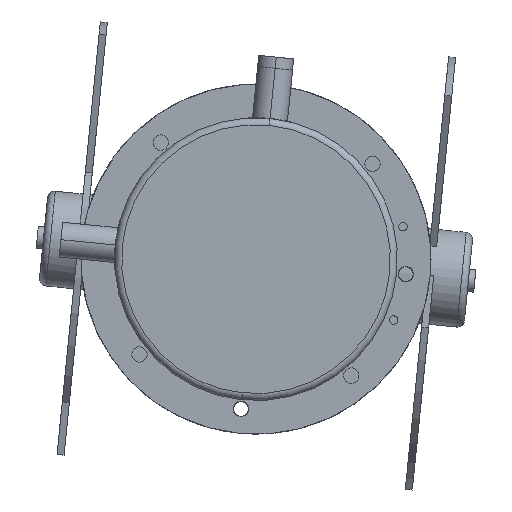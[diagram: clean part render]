
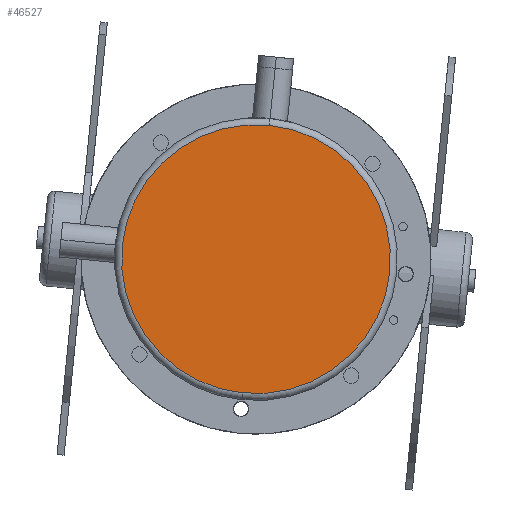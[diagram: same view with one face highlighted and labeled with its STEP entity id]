
A CAD part, left-side view. The second image highlights one B-rep face of the part: STEP entity #46527.
In plain terms, the highlighted planar face has unit normal (-1, 0, 0).
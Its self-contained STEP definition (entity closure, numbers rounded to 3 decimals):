
#46474=CARTESIAN_POINT('Vertex',(-103.5,50.938,-75.856)) ;
#46486=CARTESIAN_POINT('Vertex',(-103.5,31.814,115.189)) ;
#46489=CARTESIAN_POINT('Axis2P3D Location',(-103.5,41.376,19.667)) ;
#46506=CARTESIAN_POINT('Axis2P3D Location',(-103.5,41.376,19.667)) ;
#46518=CARTESIAN_POINT('Axis2P3D Location',(-103.5,41.376,19.667)) ;
#46490=DIRECTION('Axis2P3D Direction',(1.,0.,-0.)) ;
#46507=DIRECTION('Axis2P3D Direction',(1.,0.,0.)) ;
#46519=DIRECTION('Axis2P3D Direction',(1.,0.,0.)) ;
#46520=DIRECTION('Axis2P3D XDirection',(0.,-0.1,0.995)) ;
#46491=AXIS2_PLACEMENT_3D('Circle Axis2P3D',#46489,#46490,$) ;
#46508=AXIS2_PLACEMENT_3D('Circle Axis2P3D',#46506,#46507,$) ;
#46521=AXIS2_PLACEMENT_3D('Plane Axis2P3D',#46518,#46519,#46520) ;
#46524=ORIENTED_EDGE('',*,*,#46493,.T.) ;
#46525=ORIENTED_EDGE('',*,*,#46510,.T.) ;
#46527=ADVANCED_FACE('1',(#46526),#46522,.F.) ;
#46492=CIRCLE('generated circle',#46491,96.) ;
#46509=CIRCLE('generated circle',#46508,96.) ;
#46493=EDGE_CURVE('',#46475,#46487,#46492,.F.) ;
#46510=EDGE_CURVE('',#46487,#46475,#46509,.F.) ;
#46523=EDGE_LOOP('',(#46524,#46525)) ;
#46526=FACE_OUTER_BOUND('',#46523,.T.) ;
#46522=PLANE('',#46521) ;
#46475=VERTEX_POINT('',#46474) ;
#46487=VERTEX_POINT('',#46486) ;
